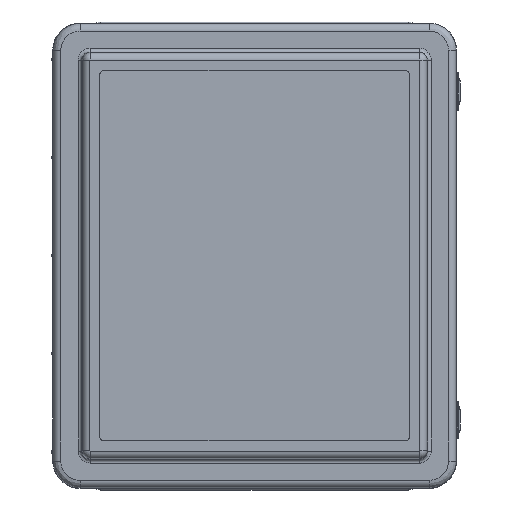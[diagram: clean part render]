
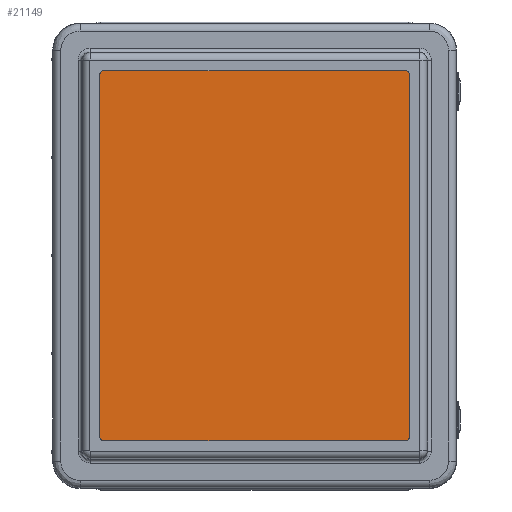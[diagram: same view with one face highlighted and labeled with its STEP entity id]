
A CAD part, top view. The second image highlights one B-rep face of the part: STEP entity #21149.
In plain terms, the highlighted planar face has unit normal (0, 0, 1).
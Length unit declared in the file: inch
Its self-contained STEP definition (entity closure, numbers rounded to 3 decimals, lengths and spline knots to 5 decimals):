
#67 = EDGE_CURVE ( 'NONE', #48585, #7836, #35680, .T. ) ;
#2604 = LINE ( 'NONE', #28949, #34477 ) ;
#4202 = CARTESIAN_POINT ( 'NONE',  ( -4.99546, -6., 1.70276 ) ) ;
#4313 = DIRECTION ( 'NONE',  ( 0., 0., -1. ) ) ;
#4726 = ORIENTED_EDGE ( 'NONE', *, *, #67, .F. ) ;
#5311 = CARTESIAN_POINT ( 'NONE',  ( -4.99546, -6.125, 1.70276 ) ) ;
#6127 = AXIS2_PLACEMENT_3D ( 'NONE', #27340, #4313, #36663 ) ;
#6346 = DIRECTION ( 'NONE',  ( 0., 0., 1. ) ) ;
#7156 = CARTESIAN_POINT ( 'NONE',  ( 5.12954, 6., 1.70276 ) ) ;
#7836 = VERTEX_POINT ( 'NONE', #7156 ) ;
#8834 = CIRCLE ( 'NONE', #37129, 0.125 ) ;
#10262 = VERTEX_POINT ( 'NONE', #23780 ) ;
#10812 = CARTESIAN_POINT ( 'NONE',  ( -5.12046, 6., 1.70276 ) ) ;
#11888 = VERTEX_POINT ( 'NONE', #5311 ) ;
#11960 = EDGE_CURVE ( 'NONE', #7836, #52399, #2604, .T. ) ;
#12400 = AXIS2_PLACEMENT_3D ( 'NONE', #16952, #21194, #35179 ) ;
#12740 = DIRECTION ( 'NONE',  ( 0., 0., -1. ) ) ;
#12894 = EDGE_CURVE ( 'NONE', #11888, #10262, #49292, .T. ) ;
#13441 = CARTESIAN_POINT ( 'NONE',  ( 5.00454, 6.125, 1.70276 ) ) ;
#13767 = EDGE_CURVE ( 'NONE', #32822, #59209, #31768, .T. ) ;
#16952 = CARTESIAN_POINT ( 'NONE',  ( -4.99546, 6., 1.70276 ) ) ;
#17370 = CARTESIAN_POINT ( 'NONE',  ( 5.00454, -6., 1.70276 ) ) ;
#19486 = PLANE ( 'NONE',  #59470 ) ;
#20612 = CARTESIAN_POINT ( 'NONE',  ( 5.00454, 6.125, 1.70276 ) ) ;
#21149 = ADVANCED_FACE ( 'NONE', ( #51594 ), #19486, .T. ) ;
#21194 = DIRECTION ( 'NONE',  ( 0., 0., -1. ) ) ;
#21317 = VECTOR ( 'NONE', #57658, 39.37008 ) ;
#22282 = DIRECTION ( 'NONE',  ( -1., 0., 0. ) ) ;
#23780 = CARTESIAN_POINT ( 'NONE',  ( -5.12046, -6., 1.70276 ) ) ;
#23923 = DIRECTION ( 'NONE',  ( 0., -1., 0. ) ) ;
#24755 = CARTESIAN_POINT ( 'NONE',  ( 0.00454, 0., 1.70276 ) ) ;
#26604 = LINE ( 'NONE', #45382, #31641 ) ;
#27340 = CARTESIAN_POINT ( 'NONE',  ( 5.00454, 6., 1.70276 ) ) ;
#28458 = EDGE_CURVE ( 'NONE', #52399, #29820, #8834, .T. ) ;
#28949 = CARTESIAN_POINT ( 'NONE',  ( 5.12954, -6., 1.70276 ) ) ;
#29820 = VERTEX_POINT ( 'NONE', #58194 ) ;
#30740 = DIRECTION ( 'NONE',  ( -1., 0., 0. ) ) ;
#31043 = ORIENTED_EDGE ( 'NONE', *, *, #11960, .F. ) ;
#31641 = VECTOR ( 'NONE', #22282, 39.37008 ) ;
#31768 = CIRCLE ( 'NONE', #12400, 0.125 ) ;
#32061 = DIRECTION ( 'NONE',  ( 0., 0., -1. ) ) ;
#32224 = EDGE_CURVE ( 'NONE', #10262, #32822, #59430, .T. ) ;
#32822 = VERTEX_POINT ( 'NONE', #53073 ) ;
#32989 = EDGE_CURVE ( 'NONE', #29820, #11888, #26604, .T. ) ;
#34477 = VECTOR ( 'NONE', #23923, 39.37008 ) ;
#34633 = ORIENTED_EDGE ( 'NONE', *, *, #13767, .F. ) ;
#35179 = DIRECTION ( 'NONE',  ( -1., 0., 0. ) ) ;
#35680 = CIRCLE ( 'NONE', #6127, 0.125 ) ;
#36124 = ORIENTED_EDGE ( 'NONE', *, *, #12894, .F. ) ;
#36663 = DIRECTION ( 'NONE',  ( -1., 0., 0. ) ) ;
#37129 = AXIS2_PLACEMENT_3D ( 'NONE', #17370, #12740, #30740 ) ;
#38032 = LINE ( 'NONE', #20612, #21317 ) ;
#39919 = ORIENTED_EDGE ( 'NONE', *, *, #32224, .F. ) ;
#43233 = CARTESIAN_POINT ( 'NONE',  ( 5.12954, -6., 1.70276 ) ) ;
#44614 = DIRECTION ( 'NONE',  ( 0., 1., 0. ) ) ;
#45382 = CARTESIAN_POINT ( 'NONE',  ( -4.99546, -6.125, 1.70276 ) ) ;
#45661 = AXIS2_PLACEMENT_3D ( 'NONE', #4202, #32061, #55362 ) ;
#45910 = EDGE_LOOP ( 'NONE', ( #31043, #4726, #53704, #34633, #39919, #36124, #59434, #57229 ) ) ;
#48585 = VERTEX_POINT ( 'NONE', #13441 ) ;
#49194 = VECTOR ( 'NONE', #44614, 39.37008 ) ;
#49292 = CIRCLE ( 'NONE', #45661, 0.125 ) ;
#49600 = DIRECTION ( 'NONE',  ( 1., 0., 0. ) ) ;
#51594 = FACE_OUTER_BOUND ( 'NONE', #45910, .T. ) ;
#52399 = VERTEX_POINT ( 'NONE', #43233 ) ;
#53073 = CARTESIAN_POINT ( 'NONE',  ( -5.12046, 6., 1.70276 ) ) ;
#53704 = ORIENTED_EDGE ( 'NONE', *, *, #53936, .F. ) ;
#53936 = EDGE_CURVE ( 'NONE', #59209, #48585, #38032, .T. ) ;
#55218 = CARTESIAN_POINT ( 'NONE',  ( -4.99546, 6.125, 1.70276 ) ) ;
#55362 = DIRECTION ( 'NONE',  ( -1., 0., 0. ) ) ;
#57229 = ORIENTED_EDGE ( 'NONE', *, *, #28458, .F. ) ;
#57658 = DIRECTION ( 'NONE',  ( 1., 0., 0. ) ) ;
#58194 = CARTESIAN_POINT ( 'NONE',  ( 5.00454, -6.125, 1.70276 ) ) ;
#59209 = VERTEX_POINT ( 'NONE', #55218 ) ;
#59430 = LINE ( 'NONE', #10812, #49194 ) ;
#59434 = ORIENTED_EDGE ( 'NONE', *, *, #32989, .F. ) ;
#59470 = AXIS2_PLACEMENT_3D ( 'NONE', #24755, #6346, #49600 ) ;
